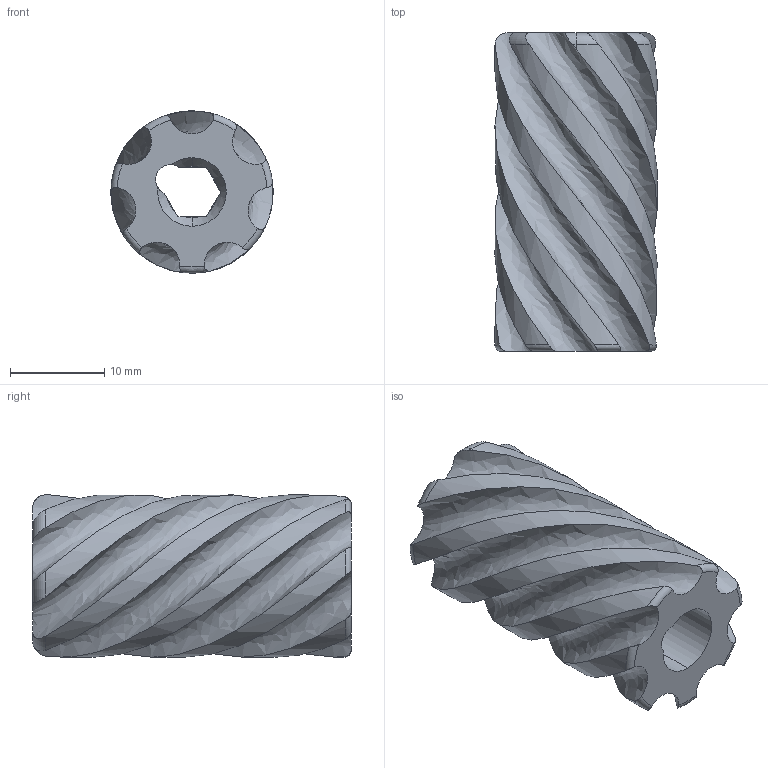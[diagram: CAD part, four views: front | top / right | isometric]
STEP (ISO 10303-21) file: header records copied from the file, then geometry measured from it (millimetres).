
FILE_DESCRIPTION (( 'STEP AP214' ), '1' );
FILE_NAME ('claw screw.STEP', '2024-06-26T16:21:39', ( '' ), ( '' ), 'SwSTEP 2.0', 'SolidWorks 2023', '' );
FILE_SCHEMA (( 'AUTOMOTIVE_DESIGN' ));
Length unit declared in the file: millimetre
Products named in the file (1): claw screw
Bounding box: 17.22 x 33.8 x 17.23 mm (x, y, z)
Volume: 4578 mm3; surface area: 3542.7 mm2
Topology: 1 solids, 1 shells, 60 faces, 169 edges, 111 vertices
Faces by surface type: cylinder 20, torus 15, plane 12, bspline 7, cone 6
Entity records: 4150 total; most frequent: CARTESIAN_POINT 2672, ORIENTED_EDGE 338, DIRECTION 275, EDGE_CURVE 169, AXIS2_PLACEMENT_3D 123, VERTEX_POINT 111, B_SPLINE_CURVE_WITH_KNOTS 71, CIRCLE 69
